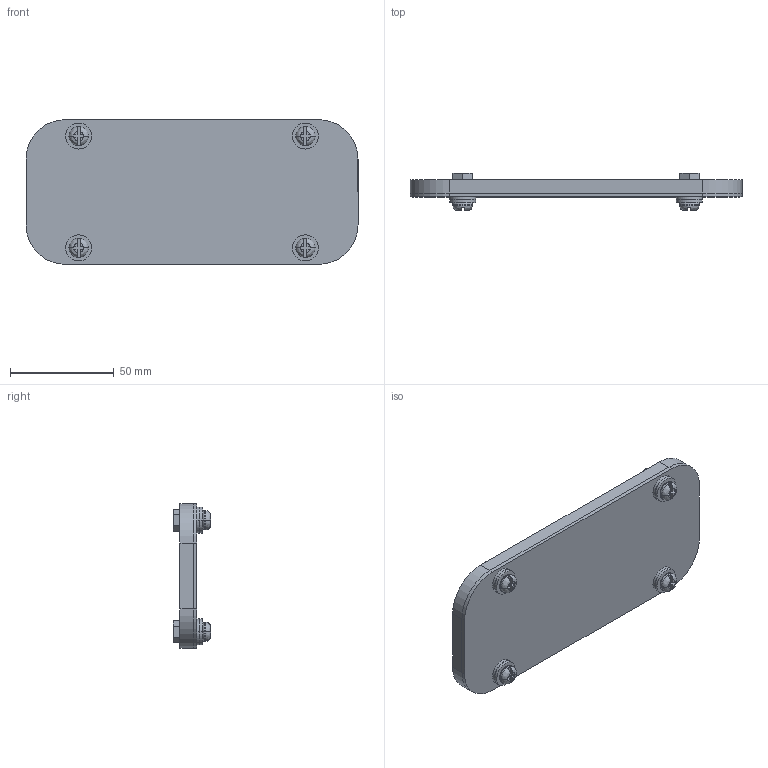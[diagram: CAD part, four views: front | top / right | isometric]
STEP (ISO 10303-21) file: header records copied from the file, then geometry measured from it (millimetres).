
FILE_DESCRIPTION (( 'STEP AP214' ), '1' );
FILE_NAME ('GP063GY.STEP', '2019-09-05T15:25:51', ( '' ), ( '' ), 'SwSTEP 2.0', 'SolidWorks 2018', '' );
FILE_SCHEMA (( 'AUTOMOTIVE_DESIGN' ));
Length unit declared in the file: inch
Products named in the file (1): GP063GY
Bounding box: 160.32 x 17.96 x 69.85 mm (x, y, z)
Volume: 60178.5 mm3; surface area: 43735.1 mm2
Topology: 14 solids, 14 shells, 240 faces, 576 edges, 376 vertices
Faces by surface type: plane 132, cylinder 84, bspline 24
Entity records: 10799 total; most frequent: CARTESIAN_POINT 1921, ORIENTED_EDGE 1152, DIRECTION 1130, EDGE_CURVE 576, AXIS2_PLACEMENT_3D 417, VERTEX_POINT 376, VECTOR 296, LINE 296
